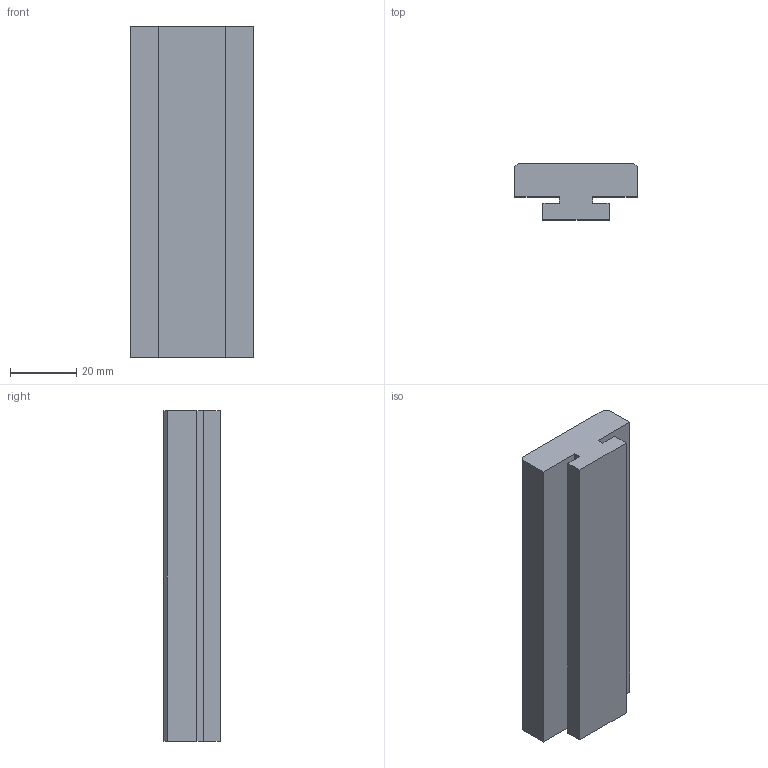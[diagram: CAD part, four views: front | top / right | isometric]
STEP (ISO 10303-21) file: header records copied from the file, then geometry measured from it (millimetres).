
FILE_DESCRIPTION(('Creo Elements/Direct Modeling STEP Export'),'2;1');
FILE_NAME('44.0321.1_Seitenführung_37x10-schwarz-leitfähig.stp','2022-03-21T 8:56:18',(''),(''),'PTC Creo Elements/Direct Modeling STEP processor for AP214 (Solid Model)','PTC Creo Elements/Direct Modeling 19.0C 15-Aug-2015 (C) Parametric Technology GmbH','');
FILE_SCHEMA(('AUTOMOTIVE_DESIGN { 1 0 10303 214 1 1 1 1 }'));
Length unit declared in the file: millimetre
Products named in the file (2): Seitenführungsprofil-MMS-44_37x10-schwarz-leitfähig_44.0321.1_PX1
71817
Assembly tree (1 placements, depth 2):
  Seitenführungsprofil-MMS-44_37x10-schwarz-leitfähig_44.0321.1_PX1
71817
    Seitenführungsprofil-MMS-44_37x10-schwarz-leitfähig_44.0321.1_PX1
71817
Bounding box: 37 x 17 x 100 mm (x, y, z)
Volume: 48900 mm3; surface area: 13660.8 mm2
Topology: 1 solids, 1 shells, 16 faces, 42 edges, 28 vertices
Faces by surface type: plane 16
Entity records: 531 total; most frequent: CARTESIAN_POINT 88, ORIENTED_EDGE 84, DIRECTION 78, VECTOR 42, LINE 42, EDGE_CURVE 42, VERTEX_POINT 28, AXIS2_PLACEMENT_3D 18
